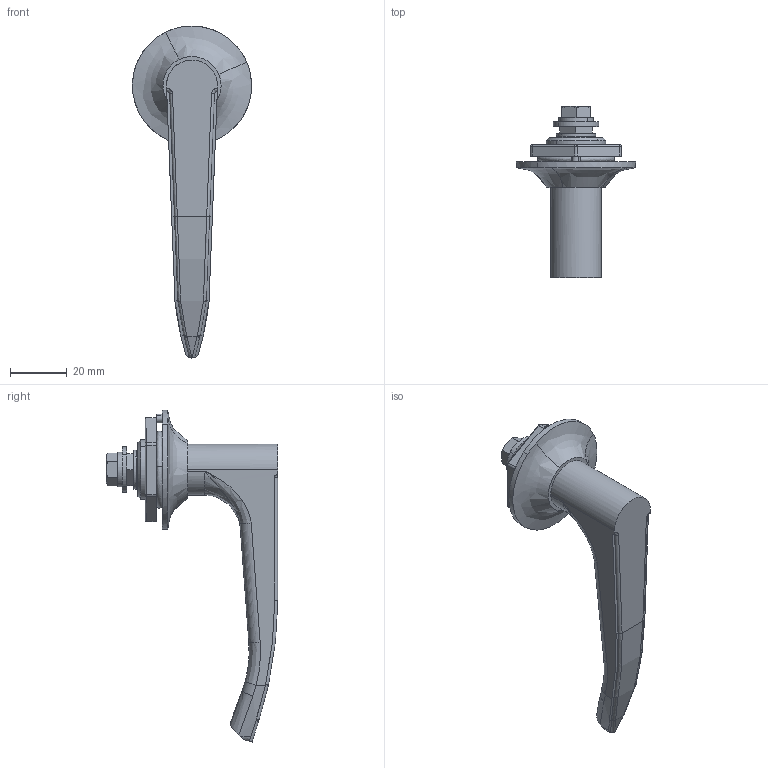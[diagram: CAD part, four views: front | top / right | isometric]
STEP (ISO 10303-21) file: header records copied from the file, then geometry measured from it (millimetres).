
FILE_DESCRIPTION((''),'2;1');
FILE_NAME('','2006-02-22T15:13:17',(''),(''),'','CADfix','');
FILE_SCHEMA(('AUTOMOTIVE_DESIGN'));
Length unit declared in the file: millimetre
Products named in the file (6): washer_A; nut; handle; bolt; base; THA_171_2_10014_36
Assembly tree (5 placements, depth 2):
  THA_171_2_10014_36
    washer_A
    nut
    handle
    bolt
    base
Bounding box: 42 x 60.3 x 117 mm (x, y, z)
Volume: 33720.7 mm3; surface area: 14644.2 mm2
Topology: 5 solids, 5 shells, 170 faces, 530 edges, 379 vertices
Faces by surface type: bspline 170
Entity records: 8471 total; most frequent: CARTESIAN_POINT 5195, ORIENTED_EDGE 1060, EDGE_CURVE 530, VERTEX_POINT 379, B_SPLINE_CURVE_WITH_KNOTS 324, QUASI_UNIFORM_CURVE 206, EDGE_LOOP 185, FACE_OUTER_BOUND 170
